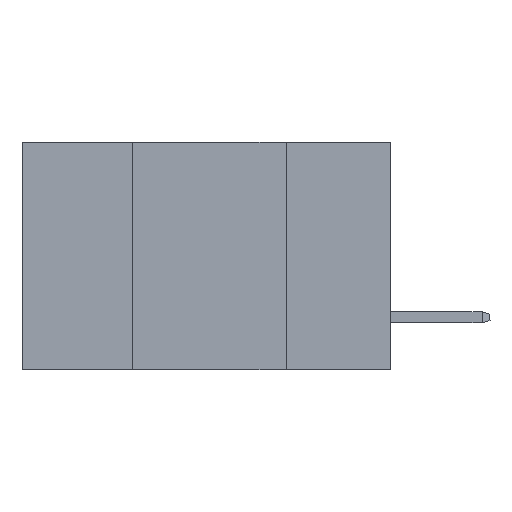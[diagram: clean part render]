
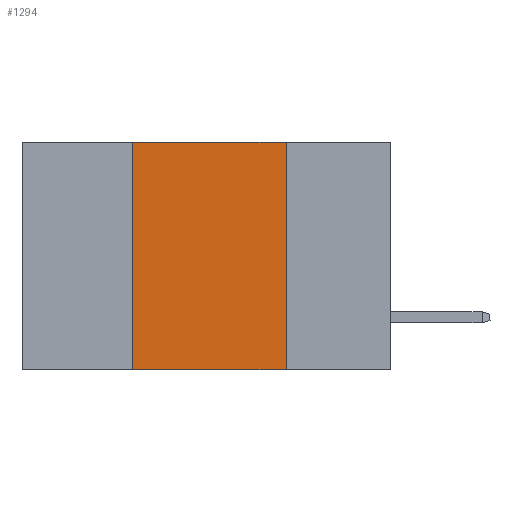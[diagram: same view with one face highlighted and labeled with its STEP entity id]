
A CAD part, left-side view. The second image highlights one B-rep face of the part: STEP entity #1294.
In plain terms, the highlighted planar face has unit normal (-1, 0, 0).
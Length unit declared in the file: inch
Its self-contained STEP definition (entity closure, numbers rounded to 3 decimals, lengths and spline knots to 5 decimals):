
#199 = PLANE ( 'NONE',  #7787 ) ;
#319 = ORIENTED_EDGE ( 'NONE', *, *, #4727, .T. ) ;
#439 = CARTESIAN_POINT ( 'NONE',  ( 0., 0.42, 0. ) ) ;
#920 = VERTEX_POINT ( 'NONE', #1345 ) ;
#921 = EDGE_CURVE ( 'NONE', #920, #5330, #4034, .T. ) ;
#927 = CARTESIAN_POINT ( 'NONE',  ( 0., 0.6, 0. ) ) ;
#1172 = DIRECTION ( 'NONE',  ( 0., 0., 1. ) ) ;
#1294 = ADVANCED_FACE ( 'NONE', ( #7746 ), #199, .F. ) ;
#1345 = CARTESIAN_POINT ( 'NONE',  ( 0., 0.42, -0.37 ) ) ;
#1492 = EDGE_LOOP ( 'NONE', ( #4772, #10891, #5134, #319 ) ) ;
#2115 = DIRECTION ( 'NONE',  ( 0., 0., -1. ) ) ;
#2350 = CARTESIAN_POINT ( 'NONE',  ( 0., 0.6, -0.37 ) ) ;
#4034 = LINE ( 'NONE', #439, #8379 ) ;
#4560 = VERTEX_POINT ( 'NONE', #7421 ) ;
#4727 = EDGE_CURVE ( 'NONE', #920, #7676, #9738, .T. ) ;
#4772 = ORIENTED_EDGE ( 'NONE', *, *, #5359, .F. ) ;
#5134 = ORIENTED_EDGE ( 'NONE', *, *, #921, .F. ) ;
#5330 = VERTEX_POINT ( 'NONE', #8036 ) ;
#5359 = EDGE_CURVE ( 'NONE', #4560, #7676, #5466, .T. ) ;
#5466 = LINE ( 'NONE', #8159, #5762 ) ;
#5762 = VECTOR ( 'NONE', #6115, 39.37008 ) ;
#6115 = DIRECTION ( 'NONE',  ( 0., 0., -1. ) ) ;
#6354 = VECTOR ( 'NONE', #9614, 39.37008 ) ;
#6490 = DIRECTION ( 'NONE',  ( 0., -1., 0. ) ) ;
#7421 = CARTESIAN_POINT ( 'NONE',  ( 0., 0.17, 0. ) ) ;
#7629 = DIRECTION ( 'NONE',  ( 1., 0., 0. ) ) ;
#7676 = VERTEX_POINT ( 'NONE', #11450 ) ;
#7746 = FACE_OUTER_BOUND ( 'NONE', #1492, .T. ) ;
#7787 = AXIS2_PLACEMENT_3D ( 'NONE', #8530, #7629, #2115 ) ;
#8036 = CARTESIAN_POINT ( 'NONE',  ( 0., 0.42, 0. ) ) ;
#8159 = CARTESIAN_POINT ( 'NONE',  ( 0., 0.17, 0. ) ) ;
#8379 = VECTOR ( 'NONE', #1172, 39.37008 ) ;
#8530 = CARTESIAN_POINT ( 'NONE',  ( 0., 0.6, 0. ) ) ;
#8682 = EDGE_CURVE ( 'NONE', #5330, #4560, #8847, .T. ) ;
#8847 = LINE ( 'NONE', #927, #11354 ) ;
#9614 = DIRECTION ( 'NONE',  ( 0., -1., 0. ) ) ;
#9738 = LINE ( 'NONE', #2350, #6354 ) ;
#10891 = ORIENTED_EDGE ( 'NONE', *, *, #8682, .F. ) ;
#11354 = VECTOR ( 'NONE', #6490, 39.37008 ) ;
#11450 = CARTESIAN_POINT ( 'NONE',  ( 0., 0.17, -0.37 ) ) ;
